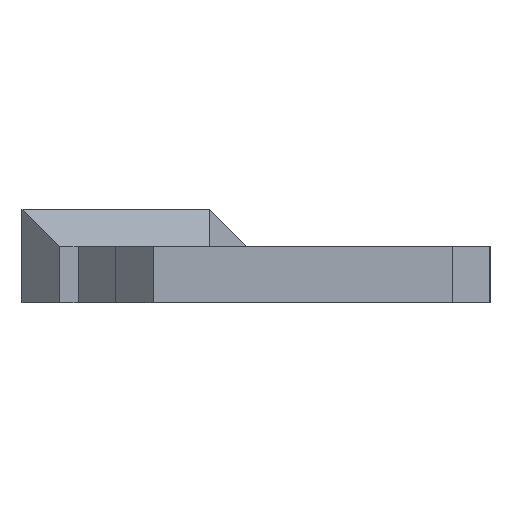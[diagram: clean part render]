
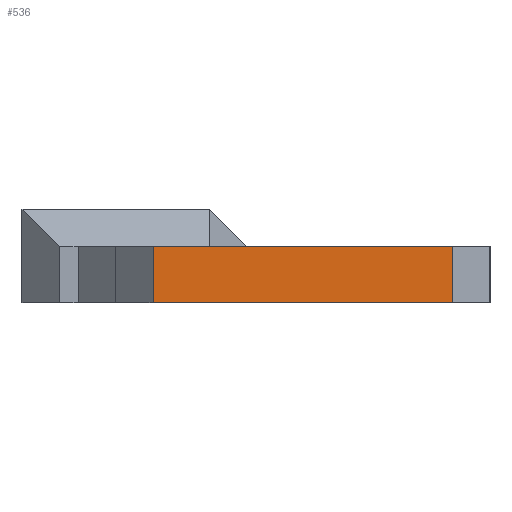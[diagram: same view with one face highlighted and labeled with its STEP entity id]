
A CAD part, left-side view. The second image highlights one B-rep face of the part: STEP entity #536.
In plain terms, the highlighted planar face has unit normal (-1, 0, 0).
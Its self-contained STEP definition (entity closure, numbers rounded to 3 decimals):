
#40=FACE_OUTER_BOUND('',#71,.T.);
#71=EDGE_LOOP('',(#432,#433,#434,#435));
#101=LINE('',#776,#171);
#139=LINE('',#857,#209);
#141=LINE('',#861,#211);
#142=LINE('',#862,#212);
#171=VECTOR('',#626,10.);
#209=VECTOR('',#696,10.);
#211=VECTOR('',#700,10.);
#212=VECTOR('',#701,10.);
#240=VERTEX_POINT('',#773);
#241=VERTEX_POINT('',#775);
#268=VERTEX_POINT('',#855);
#269=VERTEX_POINT('',#860);
#289=EDGE_CURVE('',#241,#240,#101,.T.);
#330=EDGE_CURVE('',#268,#240,#139,.T.);
#332=EDGE_CURVE('',#268,#269,#141,.T.);
#333=EDGE_CURVE('',#241,#269,#142,.T.);
#432=ORIENTED_EDGE('',*,*,#330,.F.);
#433=ORIENTED_EDGE('',*,*,#332,.T.);
#434=ORIENTED_EDGE('',*,*,#333,.F.);
#435=ORIENTED_EDGE('',*,*,#289,.T.);
#510=PLANE('',#590);
#536=ADVANCED_FACE('',(#40),#510,.T.);
#590=AXIS2_PLACEMENT_3D('',#859,#698,#699);
#626=DIRECTION('',(0.,-1.,0.));
#696=DIRECTION('',(0.,0.,-1.));
#698=DIRECTION('center_axis',(-1.,0.,0.));
#699=DIRECTION('ref_axis',(0.,-1.,0.));
#700=DIRECTION('',(0.,1.,0.));
#701=DIRECTION('',(0.,0.,1.));
#773=CARTESIAN_POINT('',(-184.467,-82.054,0.));
#775=CARTESIAN_POINT('',(-184.467,-66.054,0.));
#776=CARTESIAN_POINT('',(-184.467,-59.054,0.));
#855=CARTESIAN_POINT('',(-184.467,-82.054,3.));
#857=CARTESIAN_POINT('',(-184.467,-82.054,0.));
#859=CARTESIAN_POINT('Origin',(-184.467,-59.054,0.));
#860=CARTESIAN_POINT('',(-184.467,-66.054,3.));
#861=CARTESIAN_POINT('',(-184.467,-65.304,3.));
#862=CARTESIAN_POINT('',(-184.467,-66.054,1.5));
